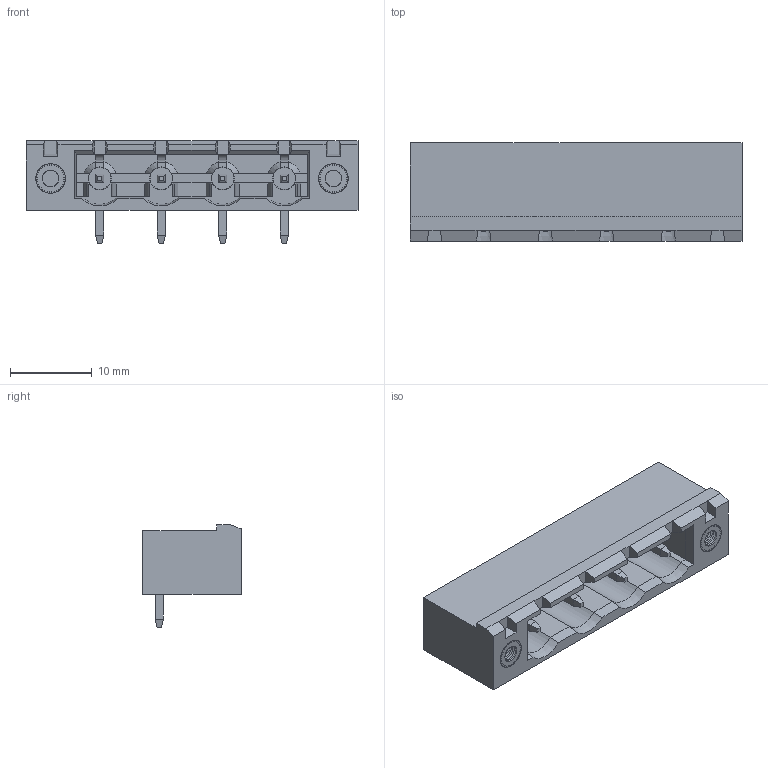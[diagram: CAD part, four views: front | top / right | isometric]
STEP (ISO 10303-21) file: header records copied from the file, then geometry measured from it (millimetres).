
FILE_DESCRIPTION((''),'2;1');
FILE_NAME('WJ2EDGRM-750-4P-00A','2017-03-16T',('QZY'),(''),'CREO PARAMETRIC BY PTC INC, 2014440','CREO PARAMETRIC BY PTC INC, 2014440','');
FILE_SCHEMA(('CONFIG_CONTROL_DESIGN'));
Length unit declared in the file: millimetre
Products named in the file (1): WJ2EDGRM-750-4P-00A
Bounding box: 40.5 x 12 x 12.5 mm (x, y, z)
Volume: 2078.4 mm3; surface area: 3528.3 mm2
Topology: 1 solids, 1 shells, 641 faces, 2041 edges, 1342 vertices
Faces by surface type: plane 479, cone 104, cylinder 34, bspline 24
Entity records: 28359 total; most frequent: CARTESIAN_POINT 10625, ORIENTED_EDGE 4082, DIRECTION 3189, EDGE_CURVE 2041, VERTEX_POINT 1342, VECTOR 1271, LINE 1271, AXIS2_PLACEMENT_3D 959
